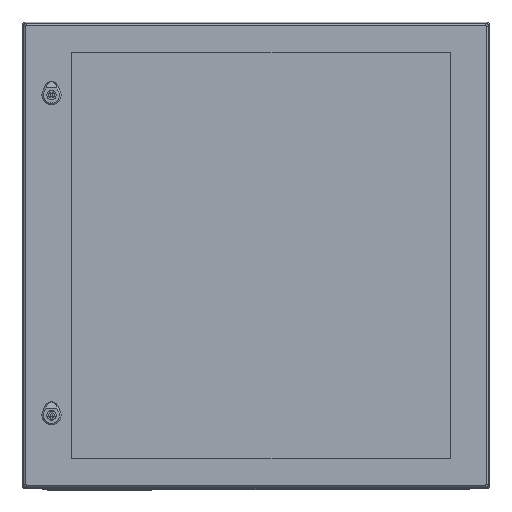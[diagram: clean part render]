
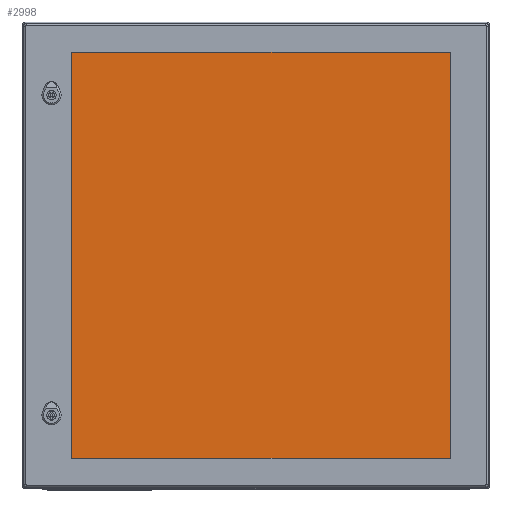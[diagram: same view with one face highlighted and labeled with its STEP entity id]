
A CAD part, top view. The second image highlights one B-rep face of the part: STEP entity #2998.
In plain terms, the highlighted face is planar.
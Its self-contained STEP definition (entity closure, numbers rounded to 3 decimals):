
#2998=ADVANCED_FACE('',(#3753),#3277,.F.);
#3277=PLANE('',#12320);
#3753=FACE_OUTER_BOUND('',#4520,.T.);
#4520=EDGE_LOOP('',(#7297,#7298,#7299,#7300));
#7297=ORIENTED_EDGE('',*,*,#9596,.F.);
#7298=ORIENTED_EDGE('',*,*,#9606,.F.);
#7299=ORIENTED_EDGE('',*,*,#9603,.F.);
#7300=ORIENTED_EDGE('',*,*,#9600,.F.);
#8210=VERTEX_POINT('',#18773);
#8211=VERTEX_POINT('',#18774);
#8214=VERTEX_POINT('',#18782);
#8216=VERTEX_POINT('',#18788);
#9596=EDGE_CURVE('',#8210,#8211,#10419,.T.);
#9600=EDGE_CURVE('',#8211,#8214,#10423,.T.);
#9603=EDGE_CURVE('',#8214,#8216,#10426,.T.);
#9606=EDGE_CURVE('',#8216,#8210,#10429,.T.);
#10419=LINE('',#18772,#11242);
#10423=LINE('',#18781,#11246);
#10426=LINE('',#18787,#11249);
#10429=LINE('',#18793,#11252);
#11242=VECTOR('',#15262,1.);
#11246=VECTOR('',#15268,1.);
#11249=VECTOR('',#15273,1.);
#11252=VECTOR('',#15278,1.);
#12320=AXIS2_PLACEMENT_3D('',#18797,#15284,#15285);
#15262=DIRECTION('',(0.,-1.,0.));
#15268=DIRECTION('',(1.,0.,0.));
#15273=DIRECTION('',(0.,1.,0.));
#15278=DIRECTION('',(-1.,0.,0.));
#15284=DIRECTION('',(0.,0.,1.));
#15285=DIRECTION('',(1.,0.,0.));
#18772=CARTESIAN_POINT('',(-340.2,364.2,0.));
#18773=CARTESIAN_POINT('',(-340.2,364.2,0.));
#18774=CARTESIAN_POINT('',(-340.2,-364.2,0.));
#18781=CARTESIAN_POINT('',(-340.2,-364.2,0.));
#18782=CARTESIAN_POINT('',(340.2,-364.2,0.));
#18787=CARTESIAN_POINT('',(340.2,-364.2,0.));
#18788=CARTESIAN_POINT('',(340.2,364.2,0.));
#18793=CARTESIAN_POINT('',(340.2,364.2,0.));
#18797=CARTESIAN_POINT('',(0.,0.,0.));
